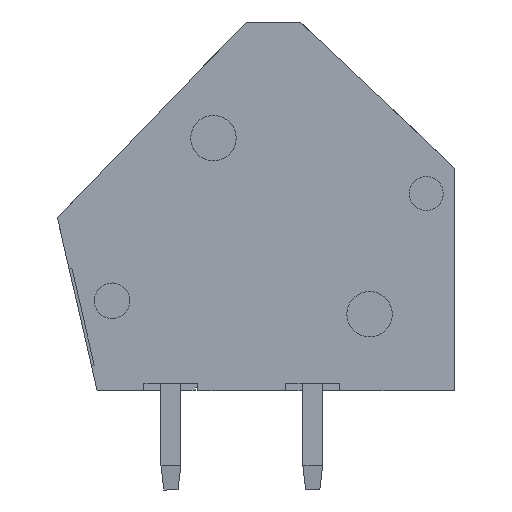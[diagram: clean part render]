
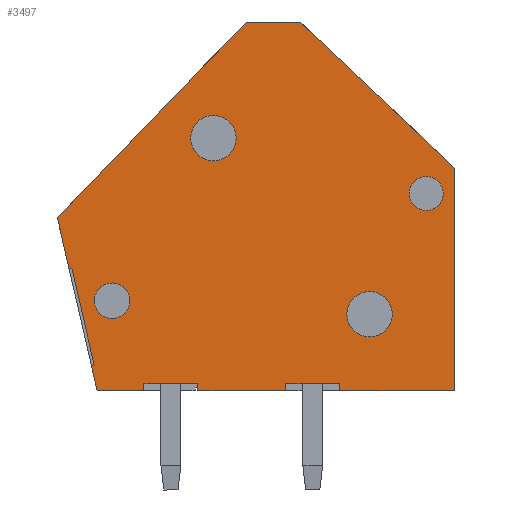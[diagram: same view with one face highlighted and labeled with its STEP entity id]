
A CAD part, left-side view. The second image highlights one B-rep face of the part: STEP entity #3497.
In plain terms, the highlighted planar face has unit normal (-1, 0, 0).
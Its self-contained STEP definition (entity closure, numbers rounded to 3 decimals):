
#125=CIRCLE('',#3744,0.625);
#126=CIRCLE('',#3745,0.8);
#127=CIRCLE('',#3746,0.8);
#128=CIRCLE('',#3747,0.6);
#275=ORIENTED_EDGE('',*,*,#1280,.T.);
#276=ORIENTED_EDGE('',*,*,#1281,.T.);
#277=ORIENTED_EDGE('',*,*,#1282,.T.);
#278=ORIENTED_EDGE('',*,*,#1283,.T.);
#279=ORIENTED_EDGE('',*,*,#1284,.T.);
#280=ORIENTED_EDGE('',*,*,#1285,.T.);
#281=ORIENTED_EDGE('',*,*,#1286,.T.);
#282=ORIENTED_EDGE('',*,*,#1287,.T.);
#283=ORIENTED_EDGE('',*,*,#1288,.T.);
#284=ORIENTED_EDGE('',*,*,#1289,.F.);
#285=ORIENTED_EDGE('',*,*,#1290,.F.);
#286=ORIENTED_EDGE('',*,*,#1291,.F.);
#287=ORIENTED_EDGE('',*,*,#1292,.T.);
#288=ORIENTED_EDGE('',*,*,#1293,.T.);
#289=ORIENTED_EDGE('',*,*,#1294,.T.);
#290=ORIENTED_EDGE('',*,*,#1295,.T.);
#291=ORIENTED_EDGE('',*,*,#1235,.T.);
#292=ORIENTED_EDGE('',*,*,#1296,.T.);
#293=ORIENTED_EDGE('',*,*,#1297,.T.);
#294=ORIENTED_EDGE('',*,*,#1298,.T.);
#295=ORIENTED_EDGE('',*,*,#1299,.T.);
#296=ORIENTED_EDGE('',*,*,#1300,.T.);
#1235=EDGE_CURVE('',#1741,#1742,#2080,.T.);
#1280=EDGE_CURVE('',#1779,#1779,#125,.T.);
#1281=EDGE_CURVE('',#1780,#1780,#126,.T.);
#1282=EDGE_CURVE('',#1781,#1781,#127,.T.);
#1283=EDGE_CURVE('',#1782,#1782,#128,.T.);
#1284=EDGE_CURVE('',#1783,#1784,#2122,.T.);
#1285=EDGE_CURVE('',#1784,#1785,#2123,.T.);
#1286=EDGE_CURVE('',#1785,#1786,#2124,.T.);
#1287=EDGE_CURVE('',#1786,#1787,#2125,.T.);
#1288=EDGE_CURVE('',#1787,#1788,#2126,.T.);
#1289=EDGE_CURVE('',#1789,#1788,#2127,.T.);
#1290=EDGE_CURVE('',#1790,#1789,#2128,.T.);
#1291=EDGE_CURVE('',#1791,#1790,#2129,.T.);
#1292=EDGE_CURVE('',#1791,#1792,#2130,.T.);
#1293=EDGE_CURVE('',#1792,#1793,#2131,.T.);
#1294=EDGE_CURVE('',#1793,#1794,#2132,.T.);
#1295=EDGE_CURVE('',#1794,#1741,#2133,.T.);
#1296=EDGE_CURVE('',#1742,#1795,#2134,.T.);
#1297=EDGE_CURVE('',#1795,#1796,#2135,.T.);
#1298=EDGE_CURVE('',#1796,#1797,#2136,.T.);
#1299=EDGE_CURVE('',#1797,#1798,#2137,.T.);
#1300=EDGE_CURVE('',#1798,#1783,#2138,.T.);
#1741=VERTEX_POINT('',#5044);
#1742=VERTEX_POINT('',#5045);
#1779=VERTEX_POINT('',#5135);
#1780=VERTEX_POINT('',#5137);
#1781=VERTEX_POINT('',#5139);
#1782=VERTEX_POINT('',#5141);
#1783=VERTEX_POINT('',#5143);
#1784=VERTEX_POINT('',#5144);
#1785=VERTEX_POINT('',#5146);
#1786=VERTEX_POINT('',#5148);
#1787=VERTEX_POINT('',#5150);
#1788=VERTEX_POINT('',#5152);
#1789=VERTEX_POINT('',#5154);
#1790=VERTEX_POINT('',#5156);
#1791=VERTEX_POINT('',#5158);
#1792=VERTEX_POINT('',#5160);
#1793=VERTEX_POINT('',#5162);
#1794=VERTEX_POINT('',#5164);
#1795=VERTEX_POINT('',#5167);
#1796=VERTEX_POINT('',#5169);
#1797=VERTEX_POINT('',#5171);
#1798=VERTEX_POINT('',#5173);
#2080=LINE('',#5043,#2489);
#2122=LINE('',#5142,#2531);
#2123=LINE('',#5145,#2532);
#2124=LINE('',#5147,#2533);
#2125=LINE('',#5149,#2534);
#2126=LINE('',#5151,#2535);
#2127=LINE('',#5153,#2536);
#2128=LINE('',#5155,#2537);
#2129=LINE('',#5157,#2538);
#2130=LINE('',#5159,#2539);
#2131=LINE('',#5161,#2540);
#2132=LINE('',#5163,#2541);
#2133=LINE('',#5165,#2542);
#2134=LINE('',#5166,#2543);
#2135=LINE('',#5168,#2544);
#2136=LINE('',#5170,#2545);
#2137=LINE('',#5172,#2546);
#2138=LINE('',#5174,#2547);
#2489=VECTOR('',#4039,1000.);
#2531=VECTOR('',#4111,1000.);
#2532=VECTOR('',#4112,1000.);
#2533=VECTOR('',#4113,1000.);
#2534=VECTOR('',#4114,1000.);
#2535=VECTOR('',#4115,1000.);
#2536=VECTOR('',#4116,1000.);
#2537=VECTOR('',#4117,1000.);
#2538=VECTOR('',#4118,1000.);
#2539=VECTOR('',#4119,1000.);
#2540=VECTOR('',#4120,1000.);
#2541=VECTOR('',#4121,1000.);
#2542=VECTOR('',#4122,1000.);
#2543=VECTOR('',#4123,1000.);
#2544=VECTOR('',#4124,1000.);
#2545=VECTOR('',#4125,1000.);
#2546=VECTOR('',#4126,1000.);
#2547=VECTOR('',#4127,1000.);
#2902=EDGE_LOOP('',(#275));
#2903=EDGE_LOOP('',(#276));
#2904=EDGE_LOOP('',(#277));
#2905=EDGE_LOOP('',(#278));
#2906=EDGE_LOOP('',(#279,#280,#281,#282,#283,#284,#285,#286,#287,#288,#289,
#290,#291,#292,#293,#294,#295,#296));
#3129=FACE_BOUND('',#2902,.T.);
#3130=FACE_BOUND('',#2903,.T.);
#3131=FACE_BOUND('',#2904,.T.);
#3132=FACE_BOUND('',#2905,.T.);
#3133=FACE_BOUND('',#2906,.T.);
#3352=PLANE('',#3743);
#3497=ADVANCED_FACE('',(#3129,#3130,#3131,#3132,#3133),#3352,.T.);
#3743=AXIS2_PLACEMENT_3D('',#5133,#4101,#4102);
#3744=AXIS2_PLACEMENT_3D('',#5134,#4103,#4104);
#3745=AXIS2_PLACEMENT_3D('',#5136,#4105,#4106);
#3746=AXIS2_PLACEMENT_3D('',#5138,#4107,#4108);
#3747=AXIS2_PLACEMENT_3D('',#5140,#4109,#4110);
#4039=DIRECTION('',(0.,0.693,-0.72));
#4101=DIRECTION('',(-1.,0.,0.));
#4102=DIRECTION('',(0.,0.,1.));
#4103=DIRECTION('',(1.,0.,0.));
#4104=DIRECTION('',(0.,-1.,0.));
#4105=DIRECTION('',(1.,0.,0.));
#4106=DIRECTION('',(0.,-1.,0.));
#4107=DIRECTION('',(1.,0.,0.));
#4108=DIRECTION('',(0.,-1.,0.));
#4109=DIRECTION('',(1.,0.,0.));
#4110=DIRECTION('',(0.,-1.,0.));
#4111=DIRECTION('',(0.,-1.,0.));
#4112=DIRECTION('',(0.,0.,1.));
#4113=DIRECTION('',(0.,-1.,0.));
#4114=DIRECTION('',(0.,0.,-1.));
#4115=DIRECTION('',(0.,-1.,0.));
#4116=DIRECTION('',(0.,0.,-1.));
#4117=DIRECTION('',(0.,1.,0.));
#4118=DIRECTION('',(0.,0.,1.));
#4119=DIRECTION('',(0.,-1.,0.));
#4120=DIRECTION('',(0.,0.,1.));
#4121=DIRECTION('',(0.,0.727,0.687));
#4122=DIRECTION('',(0.,1.,0.));
#4123=DIRECTION('',(0.,-0.224,-0.975));
#4124=DIRECTION('',(0.,-0.975,0.224));
#4125=DIRECTION('',(0.,-0.224,-0.975));
#4126=DIRECTION('',(0.,0.975,-0.224));
#4127=DIRECTION('',(0.,-0.224,-0.975));
#5043=CARTESIAN_POINT('',(-2.5,1.05,9.075));
#5044=CARTESIAN_POINT('',(-2.5,1.05,9.075));
#5045=CARTESIAN_POINT('',(-2.5,7.7,2.166));
#5133=CARTESIAN_POINT('',(-2.5,0.,0.));
#5134=CARTESIAN_POINT('',(-2.5,5.775,-0.75));
#5135=CARTESIAN_POINT('',(-2.5,5.15,-0.75));
#5136=CARTESIAN_POINT('',(-2.5,2.2,4.981));
#5137=CARTESIAN_POINT('',(-2.5,1.4,4.981));
#5138=CARTESIAN_POINT('',(-2.5,-3.304,-1.23));
#5139=CARTESIAN_POINT('',(-2.5,-4.104,-1.23));
#5140=CARTESIAN_POINT('',(-2.5,-5.3,3.025));
#5141=CARTESIAN_POINT('',(-2.5,-5.9,3.025));
#5142=CARTESIAN_POINT('',(-2.5,6.3,-3.925));
#5143=CARTESIAN_POINT('',(-2.5,6.3,-3.925));
#5144=CARTESIAN_POINT('',(-2.5,4.65,-3.925));
#5145=CARTESIAN_POINT('',(-2.5,4.65,0.));
#5146=CARTESIAN_POINT('',(-2.5,4.65,-3.675));
#5147=CARTESIAN_POINT('',(-2.5,0.,-3.675));
#5148=CARTESIAN_POINT('',(-2.5,2.75,-3.675));
#5149=CARTESIAN_POINT('',(-2.5,2.75,0.));
#5150=CARTESIAN_POINT('',(-2.5,2.75,-3.925));
#5151=CARTESIAN_POINT('',(-2.5,6.3,-3.925));
#5152=CARTESIAN_POINT('',(-2.5,-0.35,-3.925));
#5153=CARTESIAN_POINT('',(-2.5,-0.35,0.));
#5154=CARTESIAN_POINT('',(-2.5,-0.35,-3.675));
#5155=CARTESIAN_POINT('',(-2.5,0.,-3.675));
#5156=CARTESIAN_POINT('',(-2.5,-2.25,-3.675));
#5157=CARTESIAN_POINT('',(-2.5,-2.25,0.));
#5158=CARTESIAN_POINT('',(-2.5,-2.25,-3.925));
#5159=CARTESIAN_POINT('',(-2.5,6.3,-3.925));
#5160=CARTESIAN_POINT('',(-2.5,-6.3,-3.925));
#5161=CARTESIAN_POINT('',(-2.5,-6.3,-3.925));
#5162=CARTESIAN_POINT('',(-2.5,-6.3,3.925));
#5163=CARTESIAN_POINT('',(-2.5,-6.3,3.925));
#5164=CARTESIAN_POINT('',(-2.5,-0.85,9.075));
#5165=CARTESIAN_POINT('',(-2.5,-0.85,9.075));
#5166=CARTESIAN_POINT('',(-2.5,7.7,2.166));
#5167=CARTESIAN_POINT('',(-2.5,7.286,0.363));
#5168=CARTESIAN_POINT('',(-2.5,7.286,0.363));
#5169=CARTESIAN_POINT('',(-2.5,7.188,0.386));
#5170=CARTESIAN_POINT('',(-2.5,7.188,0.386));
#5171=CARTESIAN_POINT('',(-2.5,6.404,-3.025));
#5172=CARTESIAN_POINT('',(-2.5,6.404,-3.025));
#5173=CARTESIAN_POINT('',(-2.5,6.502,-3.048));
#5174=CARTESIAN_POINT('',(-2.5,6.502,-3.048));
